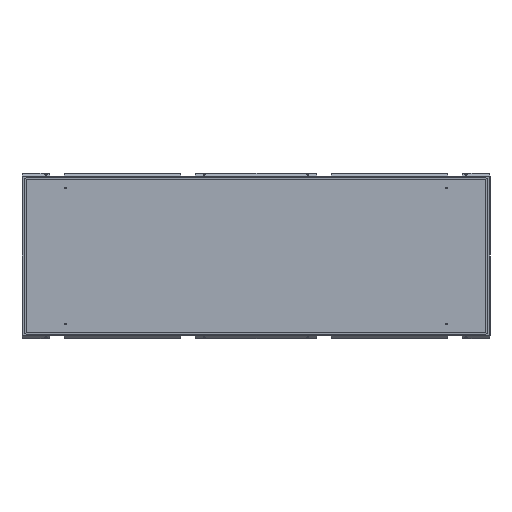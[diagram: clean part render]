
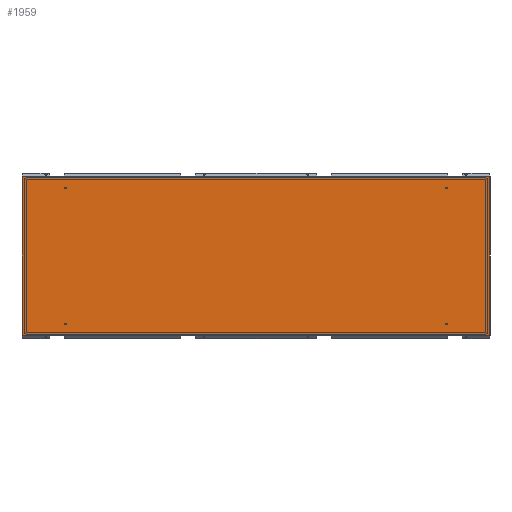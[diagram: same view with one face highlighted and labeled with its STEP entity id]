
A CAD part, left-side view. The second image highlights one B-rep face of the part: STEP entity #1959.
In plain terms, the highlighted face is planar.
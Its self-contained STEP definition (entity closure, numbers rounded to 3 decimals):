
#1 = CARTESIAN_POINT ( 'NONE',  ( -362.75, 1070.5, 0. ) ) ;
#9 = VECTOR ( 'NONE', #423, 1000. ) ;
#33 = EDGE_CURVE ( 'NONE', #2815, #7595, #3673, .T. ) ;
#259 = CARTESIAN_POINT ( 'NONE',  ( 362.75, 1070.5, 0. ) ) ;
#317 = VECTOR ( 'NONE', #5620, 1000. ) ;
#423 = DIRECTION ( 'NONE',  ( 0., -1., 0. ) ) ;
#521 = EDGE_CURVE ( 'NONE', #4026, #580, #996, .T. ) ;
#522 = ORIENTED_EDGE ( 'NONE', *, *, #33, .T. ) ;
#580 = VERTEX_POINT ( 'NONE', #1 ) ;
#861 = CARTESIAN_POINT ( 'NONE',  ( -362.75, -1070.5, 0. ) ) ;
#966 = CARTESIAN_POINT ( 'NONE',  ( -362.75, -1070.5, 0. ) ) ;
#996 = LINE ( 'NONE', #7514, #317 ) ;
#1531 = ORIENTED_EDGE ( 'NONE', *, *, #4136, .T. ) ;
#1735 = LINE ( 'NONE', #5181, #9 ) ;
#1959 = ADVANCED_FACE ( 'NONE', ( #3100 ), #5698, .F. ) ;
#2815 = VERTEX_POINT ( 'NONE', #861 ) ;
#3100 = FACE_OUTER_BOUND ( 'NONE', #7144, .T. ) ;
#3610 = VECTOR ( 'NONE', #5070, 1000. ) ;
#3647 = CARTESIAN_POINT ( 'NONE',  ( 362.75, -1070.5, 0. ) ) ;
#3673 = LINE ( 'NONE', #966, #3610 ) ;
#3712 = CARTESIAN_POINT ( 'NONE',  ( 362.75, -1070.5, 0. ) ) ;
#4026 = VERTEX_POINT ( 'NONE', #259 ) ;
#4136 = EDGE_CURVE ( 'NONE', #580, #2815, #1735, .T. ) ;
#4378 = EDGE_CURVE ( 'NONE', #7595, #4026, #6732, .T. ) ;
#4715 = ORIENTED_EDGE ( 'NONE', *, *, #4378, .T. ) ;
#5070 = DIRECTION ( 'NONE',  ( 1., 0., 0. ) ) ;
#5181 = CARTESIAN_POINT ( 'NONE',  ( -362.75, -1070.5, 0. ) ) ;
#5620 = DIRECTION ( 'NONE',  ( -1., 0., 0. ) ) ;
#5698 = PLANE ( 'NONE',  #5999 ) ;
#5945 = VECTOR ( 'NONE', #6131, 1000. ) ;
#5999 = AXIS2_PLACEMENT_3D ( 'NONE', #8326, #8206, #6877 ) ;
#6131 = DIRECTION ( 'NONE',  ( 0., 1., 0. ) ) ;
#6732 = LINE ( 'NONE', #3647, #5945 ) ;
#6877 = DIRECTION ( 'NONE',  ( -1., 0., 0. ) ) ;
#7144 = EDGE_LOOP ( 'NONE', ( #4715, #7829, #1531, #522 ) ) ;
#7514 = CARTESIAN_POINT ( 'NONE',  ( -362.75, 1070.5, 0. ) ) ;
#7595 = VERTEX_POINT ( 'NONE', #3712 ) ;
#7829 = ORIENTED_EDGE ( 'NONE', *, *, #521, .T. ) ;
#8206 = DIRECTION ( 'NONE',  ( 0., 0., -1. ) ) ;
#8326 = CARTESIAN_POINT ( 'NONE',  ( 0., 0., 0. ) ) ;
